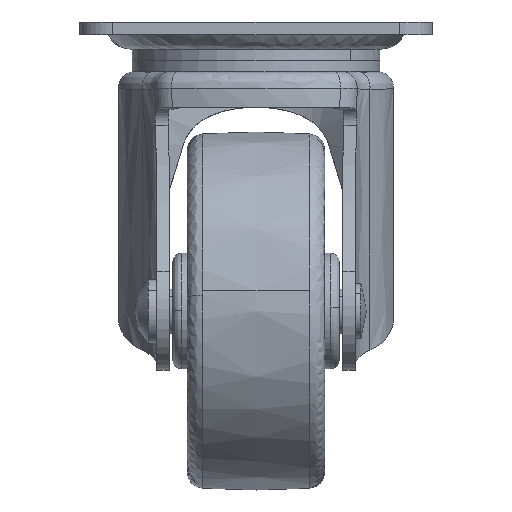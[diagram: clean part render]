
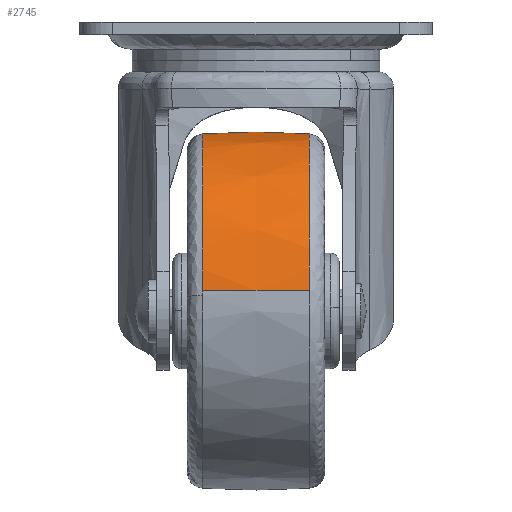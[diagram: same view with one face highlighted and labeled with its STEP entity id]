
A CAD part, left-side view. The second image highlights one B-rep face of the part: STEP entity #2745.
In plain terms, the highlighted free-form (B-spline) face has degree [2, 2] with [3, 5] control points.
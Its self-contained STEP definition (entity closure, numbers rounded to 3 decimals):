
#1401=CARTESIAN_POINT('',(0.0,-9.694,-20.314));
#1402=VERTEX_POINT('',#1401);
#1411=CARTESIAN_POINT('',(-31.971,-9.694,-48.784));
#1412=VERTEX_POINT('',#1411);
#1413=CARTESIAN_POINT('',(0.0,-9.694,-20.314));
#1414=CARTESIAN_POINT('',(-1.098,-9.694,-20.314));
#1415=CARTESIAN_POINT('',(-3.476,-9.694,-20.435));
#1416=CARTESIAN_POINT('',(-7.093,-9.694,-21.026));
#1417=CARTESIAN_POINT('',(-10.967,-9.694,-22.146));
#1418=CARTESIAN_POINT('',(-14.948,-9.694,-23.873));
#1419=CARTESIAN_POINT('',(-18.438,-9.694,-26.019));
#1420=CARTESIAN_POINT('',(-21.444,-9.694,-28.418));
#1421=CARTESIAN_POINT('',(-23.705,-9.694,-30.649));
#1422=CARTESIAN_POINT('',(-25.81,-9.694,-33.185));
#1423=CARTESIAN_POINT('',(-27.867,-9.694,-36.218));
#1424=CARTESIAN_POINT('',(-29.578,-9.694,-39.601));
#1425=CARTESIAN_POINT('',(-31.13,-9.694,-43.909));
#1426=CARTESIAN_POINT('',(-31.746,-9.694,-46.845));
#1427=CARTESIAN_POINT('',(-31.971,-9.694,-48.784));
#1428=B_SPLINE_CURVE_WITH_KNOTS('',3,(#1413,#1414,#1415,#1416,#1417,#1418,#1419,#1420,#1421,#1422,#1423,#1424,#1425,#1426,#1427),.UNSPECIFIED.,.F.,.U.,(4,1,1,1,1,1,1,1,1,1,1,1,4),(0.,3.293,7.135,10.977,15.367,20.124,23.234,26.893,29.637,33.113,37.869,40.98,46.834),.UNSPECIFIED.);
#1429=EDGE_CURVE('',#1402,#1412,#1428,.T.);
#1624=CARTESIAN_POINT('',(0.0,9.694,-20.314));
#1625=VERTEX_POINT('',#1624);
#1715=CARTESIAN_POINT('',(-31.971,9.694,-48.784));
#1716=VERTEX_POINT('',#1715);
#1722=CARTESIAN_POINT('',(0.0,9.694,-20.314));
#1723=CARTESIAN_POINT('',(-1.829,9.694,-20.313));
#1724=CARTESIAN_POINT('',(-5.366,9.694,-20.616));
#1725=CARTESIAN_POINT('',(-10.404,9.694,-21.903));
#1726=CARTESIAN_POINT('',(-14.506,9.694,-23.668));
#1727=CARTESIAN_POINT('',(-18.132,9.694,-25.813));
#1728=CARTESIAN_POINT('',(-21.14,9.694,-28.118));
#1729=CARTESIAN_POINT('',(-24.01,9.694,-30.949));
#1730=CARTESIAN_POINT('',(-26.751,9.694,-34.39));
#1731=CARTESIAN_POINT('',(-28.99,9.694,-38.256));
#1732=CARTESIAN_POINT('',(-30.962,9.694,-43.192));
#1733=CARTESIAN_POINT('',(-31.718,9.694,-46.603));
#1734=CARTESIAN_POINT('',(-31.971,9.694,-48.784));
#1735=B_SPLINE_CURVE_WITH_KNOTS('',3,(#1722,#1723,#1724,#1725,#1726,#1727,#1728,#1729,#1730,#1731,#1732,#1733,#1734),.UNSPECIFIED.,.F.,.U.,(4,1,1,1,1,1,1,1,1,1,4),(0.,5.488,10.611,15.55,18.843,23.234,26.893,30.918,36.406,40.248,46.834),.UNSPECIFIED.);
#1736=EDGE_CURVE('',#1625,#1716,#1735,.T.);
#2680=CARTESIAN_POINT('',(-31.971,-9.694,-48.784));
#2681=CARTESIAN_POINT('',(-32.595,0.,-48.711));
#2682=CARTESIAN_POINT('',(-31.971,9.694,-48.784));
#2690=(BOUNDED_CURVE()B_SPLINE_CURVE(2,(#2680,#2681,#2682),.UNSPECIFIED.,.F.,.U.)B_SPLINE_CURVE_WITH_KNOTS((3,3),(0.454,0.546),.UNSPECIFIED.)CURVE()GEOMETRIC_REPRESENTATION_ITEM()RATIONAL_B_SPLINE_CURVE((0.854,0.852,0.854))REPRESENTATION_ITEM(''));
#2691=EDGE_CURVE('',#1412,#1716,#2690,.T.);
#2697=CARTESIAN_POINT('',(0.0,-9.694,-20.314));
#2698=CARTESIAN_POINT('',(0.0,0.,-19.686));
#2699=CARTESIAN_POINT('',(0.0,9.694,-20.314));
#2707=(BOUNDED_CURVE()B_SPLINE_CURVE(2,(#2697,#2698,#2699),.UNSPECIFIED.,.F.,.U.)B_SPLINE_CURVE_WITH_KNOTS((3,3),(0.454,0.546),.UNSPECIFIED.)CURVE()GEOMETRIC_REPRESENTATION_ITEM()RATIONAL_B_SPLINE_CURVE((0.893,0.891,0.893))REPRESENTATION_ITEM(''));
#2708=EDGE_CURVE('',#1402,#1625,#2707,.T.);
#2716=CARTESIAN_POINT('',(0.208,-10.66,-20.379));
#2717=CARTESIAN_POINT('',(0.213,0.,-19.62));
#2718=CARTESIAN_POINT('',(0.208,10.66,-20.379));
#2719=CARTESIAN_POINT('',(0.104,-10.66,-20.379));
#2720=CARTESIAN_POINT('',(0.107,0.,-19.62));
#2721=CARTESIAN_POINT('',(0.104,10.66,-20.379));
#2722=CARTESIAN_POINT('',(-28.603,-10.66,-20.379));
#2723=CARTESIAN_POINT('',(-29.28,0.,-19.62));
#2724=CARTESIAN_POINT('',(-28.603,10.66,-20.379));
#2725=CARTESIAN_POINT('',(-31.918,-10.66,-48.9));
#2726=CARTESIAN_POINT('',(-32.673,0.,-48.814));
#2727=CARTESIAN_POINT('',(-31.918,10.66,-48.9));
#2728=CARTESIAN_POINT('',(-31.931,-10.66,-49.008));
#2729=CARTESIAN_POINT('',(-32.686,0.,-48.925));
#2730=CARTESIAN_POINT('',(-31.931,10.66,-49.008));
#2738=(BOUNDED_SURFACE()B_SPLINE_SURFACE(2,2,((#2716,#2719,#2722,#2725,#2728),(#2717,#2720,#2723,#2726,#2729),(#2718,#2721,#2724,#2727,#2730)),.UNSPECIFIED.,.F.,.F.,.U.)B_SPLINE_SURFACE_WITH_KNOTS((3,3),(3,1,1,3),(0.0,21.347),(0.0,0.247,49.733,49.981),.UNSPECIFIED.)GEOMETRIC_REPRESENTATION_ITEM()RATIONAL_B_SPLINE_SURFACE(((0.895,0.894,0.652,0.855,0.856),(0.893,0.892,0.651,0.853,0.854),(0.895,0.894,0.652,0.855,0.856)))REPRESENTATION_ITEM('')SURFACE());
#2739=ORIENTED_EDGE('',*,*,#1429,.F.);
#2740=ORIENTED_EDGE('',*,*,#2708,.T.);
#2741=ORIENTED_EDGE('',*,*,#1736,.T.);
#2742=ORIENTED_EDGE('',*,*,#2691,.F.);
#2743=EDGE_LOOP('',(#2739,#2740,#2741,#2742));
#2744=FACE_OUTER_BOUND('',#2743,.T.);
#2745=ADVANCED_FACE('',(#2744),#2738,.T.);
